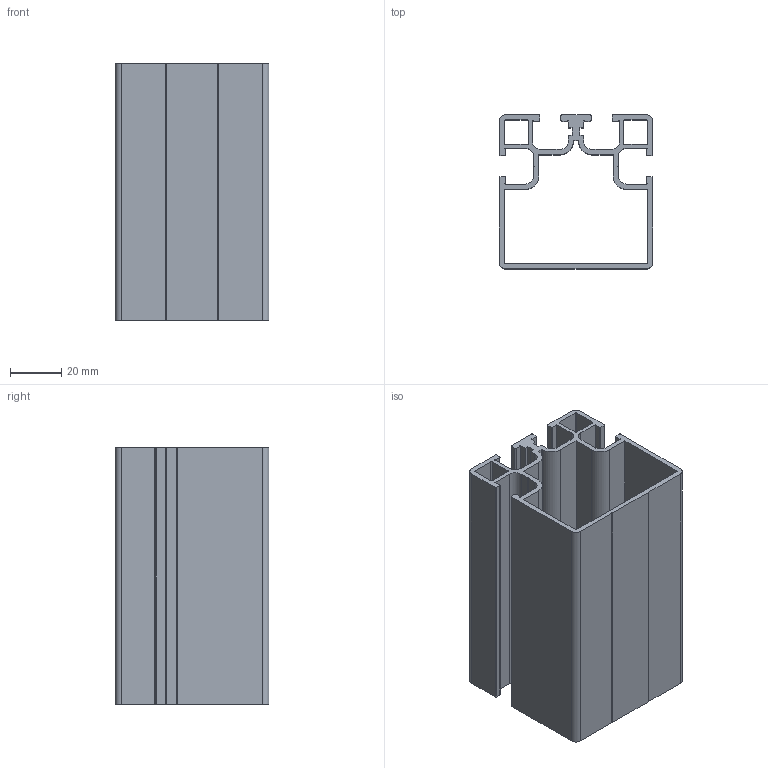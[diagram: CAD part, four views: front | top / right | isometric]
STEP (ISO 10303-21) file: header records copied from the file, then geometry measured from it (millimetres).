
FILE_DESCRIPTION(/* description */ (''),/* implementation_level */ '2;1');
FILE_NAME(/* name */ 'BPRDD0000200.stp',/* time_stamp */ '2018-01-12T09:34:13+01:00',/* author */ ('fzagni'),/* organization */ (''),/* preprocessor_version */ 'ST-DEVELOPER v16.1',/* originating_system */ 'Autodesk Inventor 2016',/* authorisation */ '');
FILE_SCHEMA (('AUTOMOTIVE_DESIGN { 1 0 10303 214 3 1 1 }'));
Length unit declared in the file: millimetre
Products named in the file (1): 440000000543
Bounding box: 60 x 60 x 100 mm (x, y, z)
Volume: 67355.6 mm3; surface area: 67265.1 mm2
Topology: 1 solids, 1 shells, 154 faces, 456 edges, 304 vertices
Faces by surface type: plane 94, cylinder 60
Entity records: 5196 total; most frequent: CARTESIAN_POINT 915, ORIENTED_EDGE 912, DIRECTION 886, EDGE_CURVE 456, LINE 336, VECTOR 336, VERTEX_POINT 304, AXIS2_PLACEMENT_3D 275
